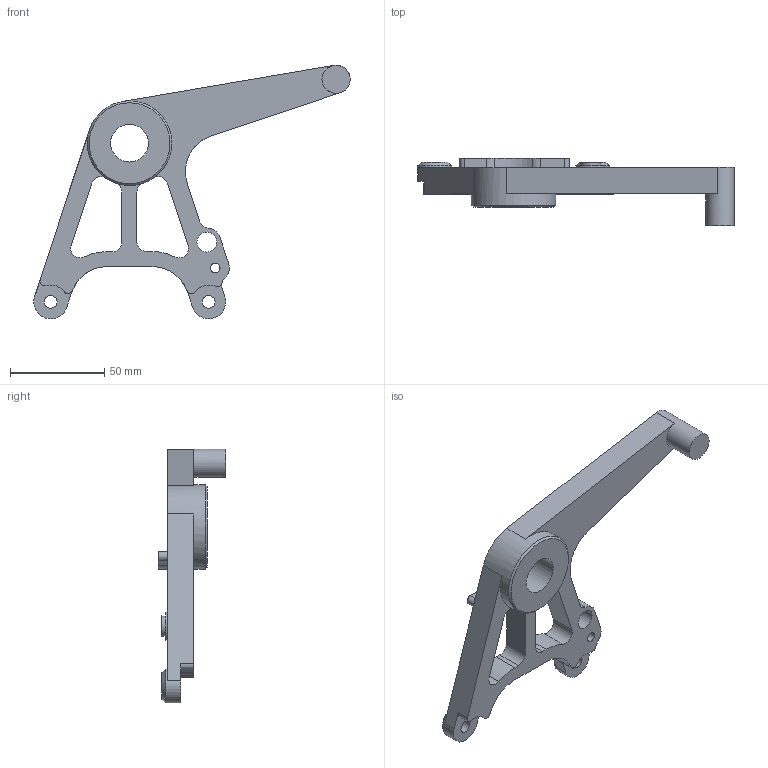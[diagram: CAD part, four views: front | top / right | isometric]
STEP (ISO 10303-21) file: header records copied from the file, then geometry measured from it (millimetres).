
FILE_DESCRIPTION(/* description */ (''),/* implementation_level */ '2;1');
FILE_NAME(/* name */ 'support étrier v5.step',/* time_stamp */ '2020-11-14T19:54:24+01:00',/* author */ (''),/* organization */ (''),/* preprocessor_version */ 'ST-DEVELOPER v18.1',/* originating_system */ 'Autodesk Translation Framework v9.3.0.1241',/* authorisation */ '');
FILE_SCHEMA (('AUTOMOTIVE_DESIGN { 1 0 10303 214 3 1 1 }'));
Length unit declared in the file: millimetre
Products named in the file (1): support étrier
Bounding box: 168.26 x 36 x 134.92 mm (x, y, z)
Volume: 104969.7 mm3; surface area: 29527.3 mm2
Topology: 1 solids, 1 shells, 71 faces, 209 edges, 137 vertices
Faces by surface type: cylinder 37, plane 30, cone 4
Full cylindrical faces by diameter (mm): 5.035 x1, 6.779 x2, 10.5 x1, 15 x2, 18 x2, 20.1 x1, 45 x1
Entity records: 2467 total; most frequent: DIRECTION 452, ORIENTED_EDGE 418, CARTESIAN_POINT 418, EDGE_CURVE 209, AXIS2_PLACEMENT_3D 171, VERTEX_POINT 137, LINE 110, VECTOR 110
